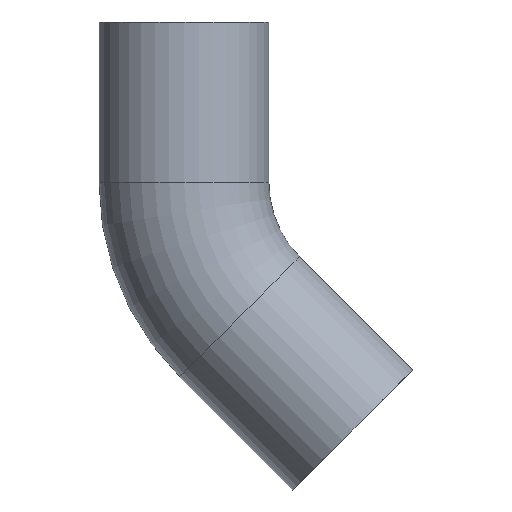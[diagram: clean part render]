
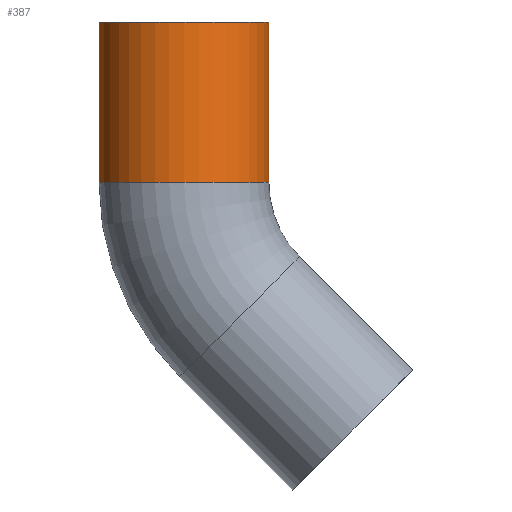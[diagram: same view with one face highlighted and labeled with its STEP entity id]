
A CAD part, front view. The second image highlights one B-rep face of the part: STEP entity #387.
In plain terms, the highlighted cylindrical face has radius 21.2 mm (diameter 42.4 mm), a partial arc.
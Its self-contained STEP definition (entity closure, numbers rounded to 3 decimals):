
#19 = EDGE_CURVE ( 'NONE', #91, #72, #452, .T. ) ;
#25 = CARTESIAN_POINT ( 'NONE',  ( -68.7, 0., 0. ) ) ;
#46 = DIRECTION ( 'NONE',  ( 0., 0., 1. ) ) ;
#54 = EDGE_LOOP ( 'NONE', ( #151, #427, #403, #192 ) ) ;
#58 = VERTEX_POINT ( 'NONE', #141 ) ;
#61 = DIRECTION ( 'NONE',  ( 0., 0., 1. ) ) ;
#72 = VERTEX_POINT ( 'NONE', #134 ) ;
#84 = FACE_OUTER_BOUND ( 'NONE', #54, .T. ) ;
#86 = EDGE_CURVE ( 'NONE', #405, #72, #269, .T. ) ;
#88 = CARTESIAN_POINT ( 'NONE',  ( -47.5, 0., 0. ) ) ;
#91 = VERTEX_POINT ( 'NONE', #93 ) ;
#93 = CARTESIAN_POINT ( 'NONE',  ( -68.7, 0., 40. ) ) ;
#104 = AXIS2_PLACEMENT_3D ( 'NONE', #173, #61, #210 ) ;
#132 = DIRECTION ( 'NONE',  ( 0., 0., 1. ) ) ;
#134 = CARTESIAN_POINT ( 'NONE',  ( -26.3, 0., 40. ) ) ;
#141 = CARTESIAN_POINT ( 'NONE',  ( -68.7, 0., 0. ) ) ;
#151 = ORIENTED_EDGE ( 'NONE', *, *, #419, .F. ) ;
#173 = CARTESIAN_POINT ( 'NONE',  ( -47.5, 0., 40. ) ) ;
#192 = ORIENTED_EDGE ( 'NONE', *, *, #19, .F. ) ;
#202 = CARTESIAN_POINT ( 'NONE',  ( -26.3, 0., 0. ) ) ;
#210 = DIRECTION ( 'NONE',  ( 1., 0., 0. ) ) ;
#222 = AXIS2_PLACEMENT_3D ( 'NONE', #88, #308, #441 ) ;
#224 = CIRCLE ( 'NONE', #342, 21.2 ) ;
#258 = VECTOR ( 'NONE', #46, 1000. ) ;
#268 = LINE ( 'NONE', #25, #258 ) ;
#269 = LINE ( 'NONE', #202, #281 ) ;
#272 = DIRECTION ( 'NONE',  ( 1., 0., 0. ) ) ;
#281 = VECTOR ( 'NONE', #406, 1000. ) ;
#308 = DIRECTION ( 'NONE',  ( 0., 0., 1. ) ) ;
#342 = AXIS2_PLACEMENT_3D ( 'NONE', #371, #132, #272 ) ;
#346 = CARTESIAN_POINT ( 'NONE',  ( -26.3, 0., 0. ) ) ;
#361 = EDGE_CURVE ( 'NONE', #58, #405, #224, .T. ) ;
#371 = CARTESIAN_POINT ( 'NONE',  ( -47.5, 0., 0. ) ) ;
#387 = ADVANCED_FACE ( 'NONE', ( #84 ), #412, .T. ) ;
#403 = ORIENTED_EDGE ( 'NONE', *, *, #86, .T. ) ;
#405 = VERTEX_POINT ( 'NONE', #346 ) ;
#406 = DIRECTION ( 'NONE',  ( 0., 0., 1. ) ) ;
#412 = CYLINDRICAL_SURFACE ( 'NONE', #222, 21.2 ) ;
#419 = EDGE_CURVE ( 'NONE', #58, #91, #268, .T. ) ;
#427 = ORIENTED_EDGE ( 'NONE', *, *, #361, .T. ) ;
#441 = DIRECTION ( 'NONE',  ( 1., 0., 0. ) ) ;
#452 = CIRCLE ( 'NONE', #104, 21.2 ) ;
